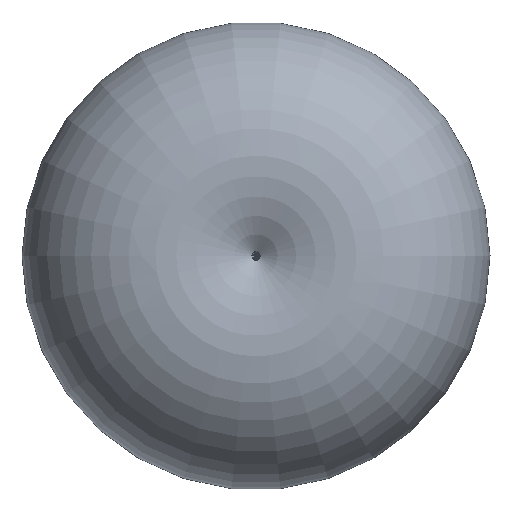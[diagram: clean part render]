
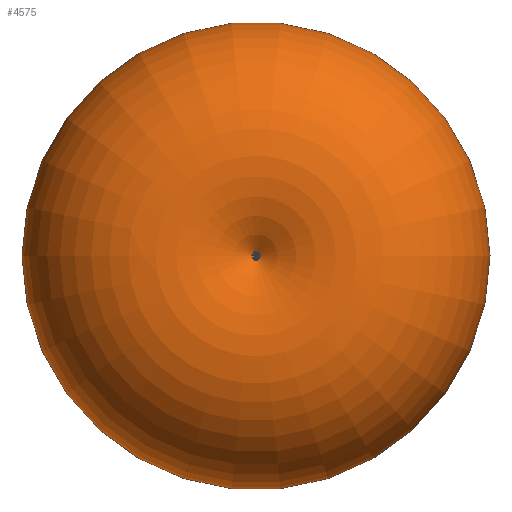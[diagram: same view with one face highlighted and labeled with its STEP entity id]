
A CAD part, left-side view. The second image highlights one B-rep face of the part: STEP entity #4575.
In plain terms, the highlighted toroidal (fillet/blend) face has major radius 75.865 mm and minor radius 121.266 mm.
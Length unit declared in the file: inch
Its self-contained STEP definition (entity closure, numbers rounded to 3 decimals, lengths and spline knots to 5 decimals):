
#946=DEGENERATE_TOROIDAL_SURFACE('',#4929,2.98683,4.77423,
 .F.);
#1511=CIRCLE('',#4766,4.77423);
#1600=CIRCLE('',#4930,4.77423);
#1747=VERTEX_POINT('',#7062);
#1750=VERTEX_POINT('',#7079);
#1789=VERTEX_POINT('',#7963);
#1881=VERTEX_POINT('',#8980);
#2149=B_SPLINE_CURVE_WITH_KNOTS('',3,(#8895,#8896,#8897,#8898,#8899,#8900,
#8901,#8902,#8903,#8904,#8905,#8906),.UNSPECIFIED.,.F.,.U.,(4,2,2,2,2,4),
(0.,4.11291,7.31077,9.94054,11.96635,
13.23248),.UNSPECIFIED.);
#2151=B_SPLINE_CURVE_WITH_KNOTS('',3,(#8981,#8982,#8983,#8984,#8985,#8986,
#8987,#8988,#8989,#8990,#8991,#8992,#8993,#8994,#8995,#8996),
 .UNSPECIFIED.,.F.,.U.,(4,3,3,3,3,4),(-13.23248,-11.96635,
-9.94054,-7.31077,-4.11291,0.),.UNSPECIFIED.);
#2245=EDGE_CURVE('',#1750,#1747,#1511,.T.);
#2455=EDGE_CURVE('',#1789,#1750,#2149,.F.);
#2458=EDGE_CURVE('',#1881,#1789,#1600,.T.);
#2459=EDGE_CURVE('',#1747,#1881,#2151,.T.);
#3239=ORIENTED_EDGE('',*,*,#2455,.F.);
#3240=ORIENTED_EDGE('',*,*,#2458,.F.);
#3241=ORIENTED_EDGE('',*,*,#2459,.F.);
#3242=ORIENTED_EDGE('',*,*,#2245,.F.);
#4010=EDGE_LOOP('',(#3239,#3240,#3241,#3242));
#4293=FACE_BOUND('',#4010,.T.);
#4575=ADVANCED_FACE('',(#4293),#946,.T.);
#4766=AXIS2_PLACEMENT_3D('',#7080,#5228,#5229);
#4929=AXIS2_PLACEMENT_3D('',#8978,#5597,$);
#4930=AXIS2_PLACEMENT_3D('',#8979,#5598,#5599);
#5228=DIRECTION('',(0.,0.,-1.));
#5229=DIRECTION('',(4.774,0.,0.));
#5597=DIRECTION('',(-1.,0.,0.));
#5598=DIRECTION('',(0.,0.,-1.));
#5599=DIRECTION('',(-4.774,0.,0.));
#7062=CARTESIAN_POINT('',(-0.67123,-1.73998,1.87402));
#7079=CARTESIAN_POINT('',(0.67123,-1.73998,1.87402));
#7080=CARTESIAN_POINT('',(0.,2.98683,1.87402));
#7963=CARTESIAN_POINT('',(0.67123,1.73998,1.87402));
#8895=CARTESIAN_POINT('',(0.67123,-1.73998,1.87402));
#8896=CARTESIAN_POINT('',(0.59482,-1.75083,2.4407));
#8897=CARTESIAN_POINT('',(0.51809,-1.4612,3.00936));
#8898=CARTESIAN_POINT('',(0.44011,-0.62192,3.58715));
#8899=CARTESIAN_POINT('',(0.426,-0.15444,3.69171));
#8900=CARTESIAN_POINT('',(0.44415,0.65093,3.55726));
#8901=CARTESIAN_POINT('',(0.46849,0.99362,3.3769));
#8902=CARTESIAN_POINT('',(0.53075,1.44362,2.91554));
#8903=CARTESIAN_POINT('',(0.56461,1.59084,2.66457));
#8904=CARTESIAN_POINT('',(0.62376,1.7197,2.22601));
#8905=CARTESIAN_POINT('',(0.64771,1.74332,2.04847));
#8906=CARTESIAN_POINT('',(0.67123,1.73998,1.87402));
#8978=CARTESIAN_POINT('',(0.,0.,1.87402));
#8979=CARTESIAN_POINT('',(0.,-2.98683,1.87402));
#8980=CARTESIAN_POINT('',(-0.67123,1.73998,1.87402));
#8981=CARTESIAN_POINT('',(-0.67123,-1.73998,1.87402));
#8982=CARTESIAN_POINT('',(-0.64771,-1.74332,2.04847));
#8983=CARTESIAN_POINT('',(-0.62376,-1.7197,2.22601));
#8984=CARTESIAN_POINT('',(-0.60101,-1.67014,2.39469));
#8985=CARTESIAN_POINT('',(-0.56461,-1.59084,2.66457));
#8986=CARTESIAN_POINT('',(-0.53075,-1.44362,2.91554));
#8987=CARTESIAN_POINT('',(-0.50366,-1.24781,3.11629));
#8988=CARTESIAN_POINT('',(-0.46849,-0.99362,3.3769));
#8989=CARTESIAN_POINT('',(-0.44415,-0.65093,3.55726));
#8990=CARTESIAN_POINT('',(-0.43596,-0.2875,3.61793));
#8991=CARTESIAN_POINT('',(-0.426,0.15444,3.69171));
#8992=CARTESIAN_POINT('',(-0.44011,0.62192,3.58715));
#8993=CARTESIAN_POINT('',(-0.47422,0.98903,3.33442));
#8994=CARTESIAN_POINT('',(-0.51809,1.4612,3.00936));
#8995=CARTESIAN_POINT('',(-0.59482,1.75083,2.4407));
#8996=CARTESIAN_POINT('',(-0.67123,1.73998,1.87402));
